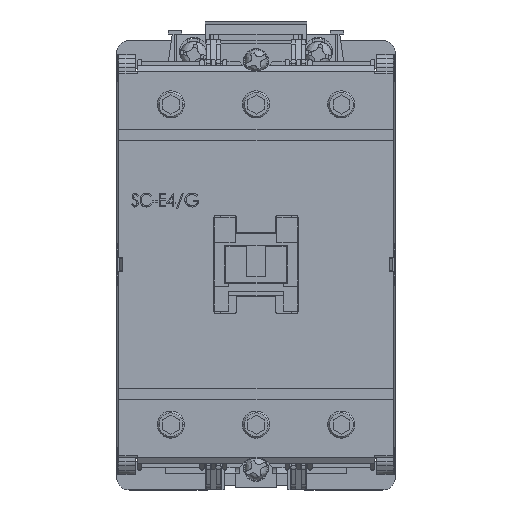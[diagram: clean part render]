
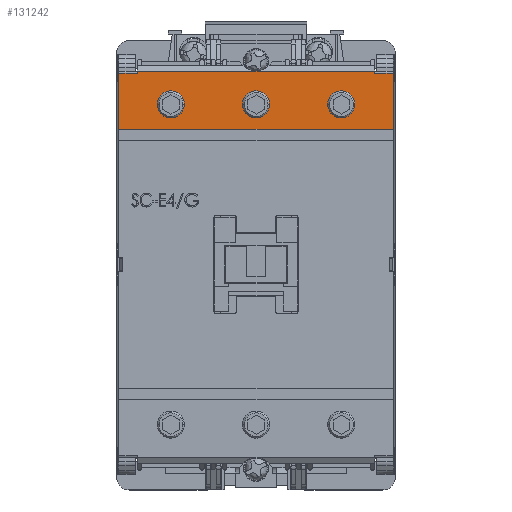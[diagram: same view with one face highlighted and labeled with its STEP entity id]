
A CAD part, top view. The second image highlights one B-rep face of the part: STEP entity #131242.
In plain terms, the highlighted planar face has unit normal (0, 0, 1).
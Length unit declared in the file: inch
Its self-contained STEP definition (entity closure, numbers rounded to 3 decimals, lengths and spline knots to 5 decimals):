
#224 = CARTESIAN_POINT ( 'NONE',  ( -0.80709, 1.51575, 4.92126 ) ) ;
#1731 = LINE ( 'NONE', #77182, #128661 ) ;
#2204 = VECTOR ( 'NONE', #17521, 39.37008 ) ;
#2356 = LINE ( 'NONE', #9918, #129295 ) ;
#2675 = CARTESIAN_POINT ( 'NONE',  ( 0.80709, 1.51575, 4.92126 ) ) ;
#3955 = EDGE_CURVE ( 'NONE', #40612, #50329, #36751, .T. ) ;
#5961 = EDGE_CURVE ( 'NONE', #131089, #89708, #62149, .T. ) ;
#6091 = LINE ( 'NONE', #140092, #2204 ) ;
#6644 = LINE ( 'NONE', #121337, #39410 ) ;
#7074 = VERTEX_POINT ( 'NONE', #73723 ) ;
#7602 = CARTESIAN_POINT ( 'NONE',  ( -0.80709, 1.51575, 4.92126 ) ) ;
#9918 = CARTESIAN_POINT ( 'NONE',  ( -1.29921, 1.81102, 4.92126 ) ) ;
#11244 = ORIENTED_EDGE ( 'NONE', *, *, #16018, .T. ) ;
#12612 = DIRECTION ( 'NONE',  ( 1., 0., 0. ) ) ;
#14535 = CARTESIAN_POINT ( 'NONE',  ( 0., 1.51575, 4.92126 ) ) ;
#15098 = DIRECTION ( 'NONE',  ( 1., 0., 0. ) ) ;
#15257 = CARTESIAN_POINT ( 'NONE',  ( -1.29921, 1.83071, 4.92126 ) ) ;
#16018 = EDGE_CURVE ( 'NONE', #92864, #98328, #129506, .T. ) ;
#17521 = DIRECTION ( 'NONE',  ( -1., 0., 0. ) ) ;
#18724 = DIRECTION ( 'NONE',  ( 0., 0., -1. ) ) ;
#19771 = EDGE_CURVE ( 'NONE', #70887, #95685, #82834, .T. ) ;
#20011 = DIRECTION ( 'NONE',  ( 1., 0., 0. ) ) ;
#20219 = AXIS2_PLACEMENT_3D ( 'NONE', #14535, #100334, #26888 ) ;
#23441 = VERTEX_POINT ( 'NONE', #60610 ) ;
#23469 = CARTESIAN_POINT ( 'NONE',  ( 0.67913, 1.51575, 4.92126 ) ) ;
#25632 = FACE_BOUND ( 'NONE', #30936, .T. ) ;
#25698 = DIRECTION ( 'NONE',  ( 1., 0., 0. ) ) ;
#26522 = ORIENTED_EDGE ( 'NONE', *, *, #100964, .T. ) ;
#26888 = DIRECTION ( 'NONE',  ( 1., 0., 0. ) ) ;
#27515 = EDGE_CURVE ( 'NONE', #95685, #70887, #32123, .T. ) ;
#28096 = ORIENTED_EDGE ( 'NONE', *, *, #38594, .T. ) ;
#28863 = LINE ( 'NONE', #74298, #57666 ) ;
#29873 = EDGE_CURVE ( 'NONE', #53511, #97636, #2356, .T. ) ;
#30936 = EDGE_LOOP ( 'NONE', ( #133845, #28096 ) ) ;
#32123 = CIRCLE ( 'NONE', #20219, 0.12795 ) ;
#32149 = CARTESIAN_POINT ( 'NONE',  ( -0.12795, 1.51575, 4.92126 ) ) ;
#34188 = EDGE_CURVE ( 'NONE', #92864, #7074, #1731, .T. ) ;
#36751 = CIRCLE ( 'NONE', #141670, 0.12795 ) ;
#38358 = DIRECTION ( 'NONE',  ( 0., 0., 1. ) ) ;
#38594 = EDGE_CURVE ( 'NONE', #82283, #83213, #98740, .T. ) ;
#39386 = CARTESIAN_POINT ( 'NONE',  ( 0., 1.51575, 4.92126 ) ) ;
#39410 = VECTOR ( 'NONE', #120826, 39.37008 ) ;
#40357 = CARTESIAN_POINT ( 'NONE',  ( 1.29921, 1.27953, 4.92126 ) ) ;
#40612 = VERTEX_POINT ( 'NONE', #125059 ) ;
#40624 = ORIENTED_EDGE ( 'NONE', *, *, #74768, .T. ) ;
#43460 = CIRCLE ( 'NONE', #67716, 0.12795 ) ;
#44679 = ORIENTED_EDGE ( 'NONE', *, *, #146519, .T. ) ;
#44982 = VERTEX_POINT ( 'NONE', #67857 ) ;
#50174 = PLANE ( 'NONE',  #107615 ) ;
#50329 = VERTEX_POINT ( 'NONE', #76934 ) ;
#51729 = DIRECTION ( 'NONE',  ( 1., 0., 0. ) ) ;
#52892 = DIRECTION ( 'NONE',  ( -1., 0., 0. ) ) ;
#53511 = VERTEX_POINT ( 'NONE', #57493 ) ;
#54526 = ORIENTED_EDGE ( 'NONE', *, *, #27515, .T. ) ;
#55437 = EDGE_LOOP ( 'NONE', ( #132873, #85334 ) ) ;
#57493 = CARTESIAN_POINT ( 'NONE',  ( -1.12205, 1.81102, 4.92126 ) ) ;
#57666 = VECTOR ( 'NONE', #52892, 39.37008 ) ;
#58017 = ORIENTED_EDGE ( 'NONE', *, *, #72054, .T. ) ;
#60610 = CARTESIAN_POINT ( 'NONE',  ( -1.12205, 1.83071, 4.92126 ) ) ;
#62149 = LINE ( 'NONE', #111549, #156268 ) ;
#62153 = FACE_BOUND ( 'NONE', #119554, .T. ) ;
#66584 = EDGE_CURVE ( 'NONE', #44982, #7074, #6091, .T. ) ;
#67716 = AXIS2_PLACEMENT_3D ( 'NONE', #224, #86157, #12612 ) ;
#67857 = CARTESIAN_POINT ( 'NONE',  ( 1.29921, 1.81102, 4.92126 ) ) ;
#70887 = VERTEX_POINT ( 'NONE', #32149 ) ;
#72054 = EDGE_CURVE ( 'NONE', #98328, #23441, #28863, .T. ) ;
#73723 = CARTESIAN_POINT ( 'NONE',  ( 1.12205, 1.81102, 4.92126 ) ) ;
#73804 = CARTESIAN_POINT ( 'NONE',  ( 0.12795, 1.51575, 4.92126 ) ) ;
#74298 = CARTESIAN_POINT ( 'NONE',  ( -1.29921, 1.83071, 4.92126 ) ) ;
#74768 = EDGE_CURVE ( 'NONE', #97636, #131089, #6644, .T. ) ;
#74934 = LINE ( 'NONE', #98396, #140385 ) ;
#75240 = AXIS2_PLACEMENT_3D ( 'NONE', #39386, #125289, #51729 ) ;
#76934 = CARTESIAN_POINT ( 'NONE',  ( -0.67913, 1.51575, 4.92126 ) ) ;
#77182 = CARTESIAN_POINT ( 'NONE',  ( 1.12205, 0., 4.92126 ) ) ;
#78100 = DIRECTION ( 'NONE',  ( 0., -1., 0. ) ) ;
#82091 = CARTESIAN_POINT ( 'NONE',  ( 0., 1.83071, 4.92126 ) ) ;
#82283 = VERTEX_POINT ( 'NONE', #23469 ) ;
#82834 = CIRCLE ( 'NONE', #75240, 0.12795 ) ;
#83213 = VERTEX_POINT ( 'NONE', #147339 ) ;
#85334 = ORIENTED_EDGE ( 'NONE', *, *, #3955, .T. ) ;
#86157 = DIRECTION ( 'NONE',  ( 0., 0., -1. ) ) ;
#88597 = DIRECTION ( 'NONE',  ( 0., 0., -1. ) ) ;
#89708 = VERTEX_POINT ( 'NONE', #40357 ) ;
#90395 = CARTESIAN_POINT ( 'NONE',  ( -1.12205, 0., 4.92126 ) ) ;
#92221 = CARTESIAN_POINT ( 'NONE',  ( 0.80709, 1.51575, 4.92126 ) ) ;
#92864 = VERTEX_POINT ( 'NONE', #98061 ) ;
#93496 = DIRECTION ( 'NONE',  ( 0., 0., -1. ) ) ;
#95685 = VERTEX_POINT ( 'NONE', #73804 ) ;
#95765 = DIRECTION ( 'NONE',  ( -1., 0., 0. ) ) ;
#96680 = VECTOR ( 'NONE', #125923, 39.37008 ) ;
#97347 = DIRECTION ( 'NONE',  ( 0., 1., 0. ) ) ;
#97636 = VERTEX_POINT ( 'NONE', #104223 ) ;
#98061 = CARTESIAN_POINT ( 'NONE',  ( 1.12205, 1.83071, 4.92126 ) ) ;
#98328 = VERTEX_POINT ( 'NONE', #82091 ) ;
#98396 = CARTESIAN_POINT ( 'NONE',  ( 1.29921, 1.81102, 4.92126 ) ) ;
#98740 = CIRCLE ( 'NONE', #106103, 0.12795 ) ;
#100334 = DIRECTION ( 'NONE',  ( 0., 0., -1. ) ) ;
#100465 = ORIENTED_EDGE ( 'NONE', *, *, #5961, .T. ) ;
#100964 = EDGE_CURVE ( 'NONE', #23441, #53511, #115872, .T. ) ;
#104223 = CARTESIAN_POINT ( 'NONE',  ( -1.29921, 1.81102, 4.92126 ) ) ;
#104534 = DIRECTION ( 'NONE',  ( 1., 0., 0. ) ) ;
#106103 = AXIS2_PLACEMENT_3D ( 'NONE', #92221, #18724, #104534 ) ;
#107615 = AXIS2_PLACEMENT_3D ( 'NONE', #111827, #38358, #124279 ) ;
#108638 = CARTESIAN_POINT ( 'NONE',  ( -1.29921, 1.27953, 4.92126 ) ) ;
#109178 = CIRCLE ( 'NONE', #157528, 0.12795 ) ;
#111549 = CARTESIAN_POINT ( 'NONE',  ( -1.29921, 1.27953, 4.92126 ) ) ;
#111827 = CARTESIAN_POINT ( 'NONE',  ( -1.29921, 1.81102, 4.92126 ) ) ;
#115872 = LINE ( 'NONE', #90395, #144815 ) ;
#119554 = EDGE_LOOP ( 'NONE', ( #54526, #126929 ) ) ;
#119827 = FACE_OUTER_BOUND ( 'NONE', #148286, .T. ) ;
#120826 = DIRECTION ( 'NONE',  ( 0., -1., 0. ) ) ;
#120953 = EDGE_CURVE ( 'NONE', #50329, #40612, #43460, .T. ) ;
#121337 = CARTESIAN_POINT ( 'NONE',  ( -1.29921, 1.81102, 4.92126 ) ) ;
#124279 = DIRECTION ( 'NONE',  ( 0., -1., 0. ) ) ;
#125059 = CARTESIAN_POINT ( 'NONE',  ( -0.93504, 1.51575, 4.92126 ) ) ;
#125289 = DIRECTION ( 'NONE',  ( 0., 0., -1. ) ) ;
#125923 = DIRECTION ( 'NONE',  ( -1., 0., 0. ) ) ;
#126929 = ORIENTED_EDGE ( 'NONE', *, *, #19771, .T. ) ;
#128661 = VECTOR ( 'NONE', #139041, 39.37008 ) ;
#129295 = VECTOR ( 'NONE', #95765, 39.37008 ) ;
#129506 = LINE ( 'NONE', #15257, #96680 ) ;
#131089 = VERTEX_POINT ( 'NONE', #108638 ) ;
#131242 = ADVANCED_FACE ( 'NONE', ( #62153, #156270, #25632, #119827 ), #50174, .T. ) ;
#132873 = ORIENTED_EDGE ( 'NONE', *, *, #120953, .T. ) ;
#133845 = ORIENTED_EDGE ( 'NONE', *, *, #150566, .T. ) ;
#136228 = ORIENTED_EDGE ( 'NONE', *, *, #34188, .F. ) ;
#139041 = DIRECTION ( 'NONE',  ( 0., -1., 0. ) ) ;
#140092 = CARTESIAN_POINT ( 'NONE',  ( -1.29921, 1.81102, 4.92126 ) ) ;
#140385 = VECTOR ( 'NONE', #97347, 39.37008 ) ;
#141670 = AXIS2_PLACEMENT_3D ( 'NONE', #7602, #93496, #20011 ) ;
#141703 = ORIENTED_EDGE ( 'NONE', *, *, #29873, .T. ) ;
#144815 = VECTOR ( 'NONE', #78100, 39.37008 ) ;
#146519 = EDGE_CURVE ( 'NONE', #89708, #44982, #74934, .T. ) ;
#147339 = CARTESIAN_POINT ( 'NONE',  ( 0.93504, 1.51575, 4.92126 ) ) ;
#148286 = EDGE_LOOP ( 'NONE', ( #136228, #11244, #58017, #26522, #141703, #40624, #100465, #44679, #157549 ) ) ;
#150566 = EDGE_CURVE ( 'NONE', #83213, #82283, #109178, .T. ) ;
#156268 = VECTOR ( 'NONE', #25698, 39.37008 ) ;
#156270 = FACE_BOUND ( 'NONE', #55437, .T. ) ;
#157528 = AXIS2_PLACEMENT_3D ( 'NONE', #2675, #88597, #15098 ) ;
#157549 = ORIENTED_EDGE ( 'NONE', *, *, #66584, .T. ) ;
